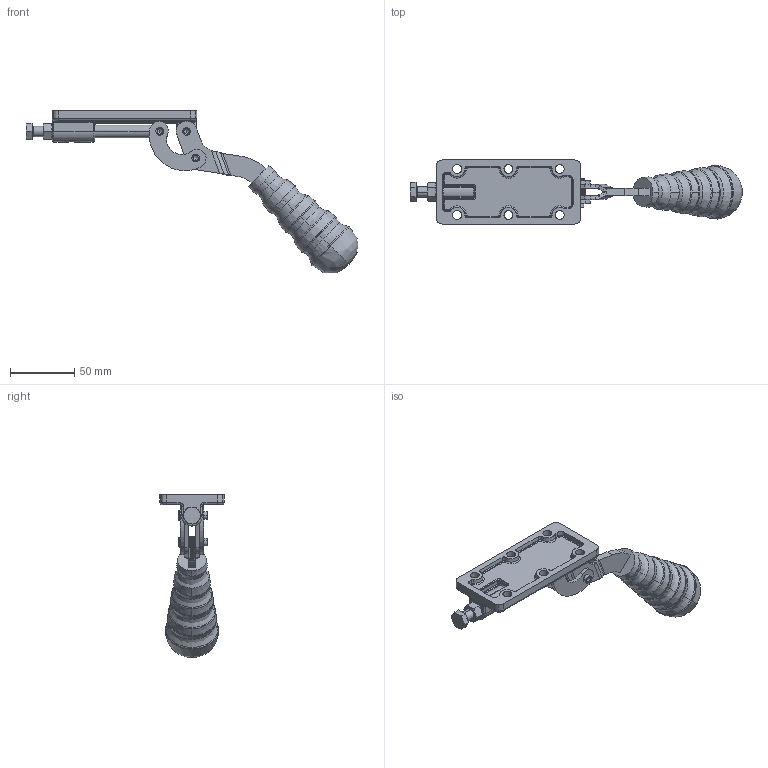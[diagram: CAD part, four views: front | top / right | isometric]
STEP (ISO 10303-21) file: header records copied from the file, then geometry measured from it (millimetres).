
FILE_DESCRIPTION((''),'2;1');
FILE_NAME('314-opened.stp','2005-09-28T08:29:26',('Kysilko'),(''),'Autodesk Inventor 8','Autodesk Inventor 8','');
FILE_SCHEMA(('AUTOMOTIVE_DESIGN { 1 0 10303 214 1 1 1 1 }'));
Length unit declared in the file: millimetre
Products named in the file (1): Part4
Bounding box: 258.97 x 50 x 127.06 mm (x, y, z)
Volume: 376.1 mm3; surface area: 43796.5 mm2
Topology: 3 solids, 4 shells, 696 faces, 2146 edges, 1300 vertices
Faces by surface type: cylinder 215, plane 157, bspline 148, cone 138, torus 38
Entity records: 29546 total; most frequent: CARTESIAN_POINT 10791, ORIENTED_EDGE 4236, DIRECTION 3959, EDGE_CURVE 2118, AXIS2_PLACEMENT_3D 1550, VERTEX_POINT 1300, CIRCLE 979, VECTOR 859
